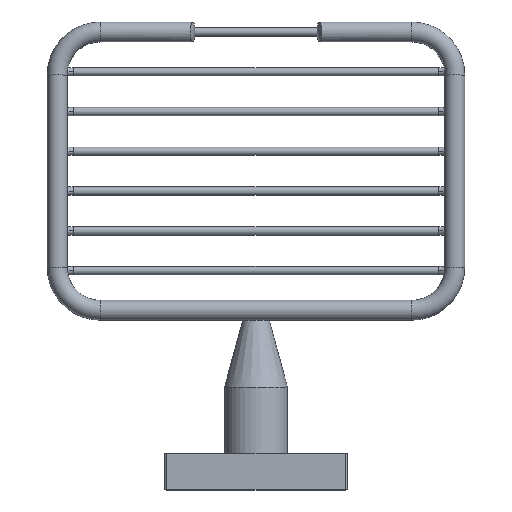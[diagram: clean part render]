
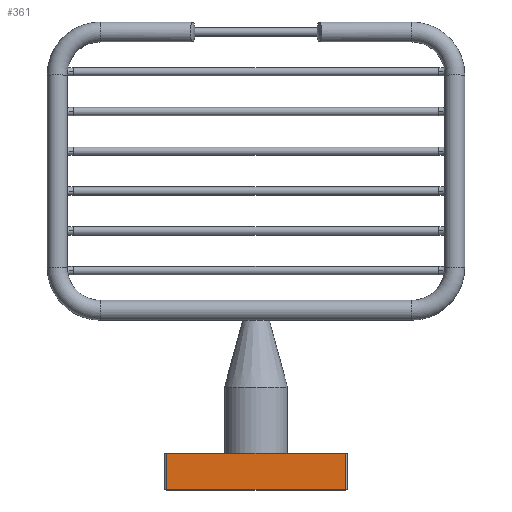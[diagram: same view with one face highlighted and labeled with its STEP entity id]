
A CAD part, top view. The second image highlights one B-rep face of the part: STEP entity #361.
In plain terms, the highlighted planar face has unit normal (0, 0, 1).
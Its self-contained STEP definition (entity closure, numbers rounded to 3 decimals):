
#249 = EDGE_CURVE ( 'NONE', #3685, #3674, #3311, .T. ) ;
#255 = EDGE_CURVE ( 'NONE', #3607, #3685, #3293, .T. ) ;
#256 = EDGE_CURVE ( 'NONE', #3572, #3674, #3290, .T. ) ;
#361 = ADVANCED_FACE ( 'NONE', ( #5626 ), #2381, .F. ) ;
#604 = EDGE_CURVE ( 'NONE', #3607, #3572, #5080, .T. ) ;
#1404 = CARTESIAN_POINT ( 'NONE',  ( 54.5, 11., 45. ) ) ;
#1439 = CARTESIAN_POINT ( 'NONE',  ( 0.5, 11., 45. ) ) ;
#1506 = CARTESIAN_POINT ( 'NONE',  ( 54.5, 0., 45. ) ) ;
#1517 = CARTESIAN_POINT ( 'NONE',  ( 0.5, 0., 45. ) ) ;
#1618 = VECTOR ( 'NONE', #3309, 1000. ) ;
#1662 = VECTOR ( 'NONE', #3291, 1000. ) ;
#1663 = VECTOR ( 'NONE', #3288, 1000. ) ;
#2351 = DIRECTION ( 'NONE',  ( -1., 0., 0. ) ) ;
#2363 = DIRECTION ( 'NONE',  ( 0., 0., -1. ) ) ;
#2365 = CARTESIAN_POINT ( 'NONE',  ( 0.5, 11., 45. ) ) ;
#2381 = PLANE ( 'NONE',  #5615 ) ;
#3288 = DIRECTION ( 'NONE',  ( 0., -1., 0. ) ) ;
#3289 = CARTESIAN_POINT ( 'NONE',  ( 54.5, 11., 45. ) ) ;
#3290 = LINE ( 'NONE', #3289, #1663 ) ;
#3291 = DIRECTION ( 'NONE',  ( 0., -1., 0. ) ) ;
#3292 = CARTESIAN_POINT ( 'NONE',  ( 0.5, 11., 45. ) ) ;
#3293 = LINE ( 'NONE', #3292, #1662 ) ;
#3309 = DIRECTION ( 'NONE',  ( 1., 0., 0. ) ) ;
#3310 = CARTESIAN_POINT ( 'NONE',  ( 0.5, 0., 45. ) ) ;
#3311 = LINE ( 'NONE', #3310, #1618 ) ;
#3572 = VERTEX_POINT ( 'NONE', #1404 ) ;
#3607 = VERTEX_POINT ( 'NONE', #1439 ) ;
#3674 = VERTEX_POINT ( 'NONE', #1506 ) ;
#3685 = VERTEX_POINT ( 'NONE', #1517 ) ;
#4082 = ORIENTED_EDGE ( 'NONE', *, *, #255, .T. ) ;
#4084 = ORIENTED_EDGE ( 'NONE', *, *, #256, .F. ) ;
#4085 = ORIENTED_EDGE ( 'NONE', *, *, #249, .T. ) ;
#4087 = ORIENTED_EDGE ( 'NONE', *, *, #604, .F. ) ;
#4451 = EDGE_LOOP ( 'NONE', ( #4085, #4084, #4087, #4082 ) ) ;
#5078 = DIRECTION ( 'NONE',  ( 1., 0., 0. ) ) ;
#5079 = CARTESIAN_POINT ( 'NONE',  ( 0.5, 11., 45. ) ) ;
#5080 = LINE ( 'NONE', #5079, #5388 ) ;
#5388 = VECTOR ( 'NONE', #5078, 1000. ) ;
#5615 = AXIS2_PLACEMENT_3D ( 'NONE', #2365, #2363, #2351 ) ;
#5626 = FACE_OUTER_BOUND ( 'NONE', #4451, .T. ) ;
